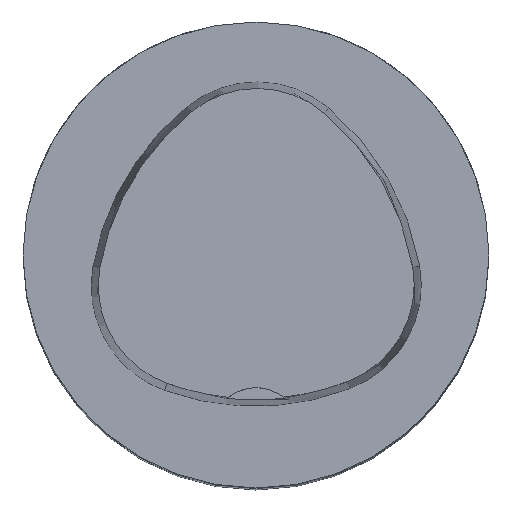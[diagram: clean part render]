
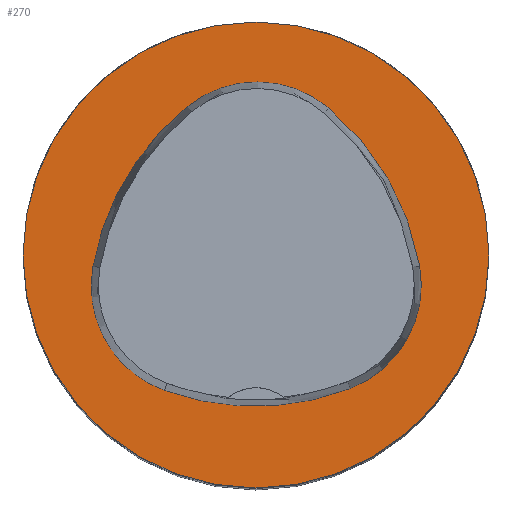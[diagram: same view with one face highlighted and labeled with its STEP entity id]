
A CAD part, top view. The second image highlights one B-rep face of the part: STEP entity #270.
In plain terms, the highlighted planar face has unit normal (0, 0, 1).
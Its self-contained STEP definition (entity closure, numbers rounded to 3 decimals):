
#184=PLANE('',#1077);
#270=ADVANCED_FACE('',(#412,#413),#184,.T.);
#412=FACE_BOUND('',#516,.T.);
#413=FACE_BOUND('',#517,.T.);
#516=EDGE_LOOP('',(#675,#676,#677,#678,#679,#680));
#517=EDGE_LOOP('',(#681));
#675=ORIENTED_EDGE('',*,*,#885,.T.);
#676=ORIENTED_EDGE('',*,*,#865,.T.);
#677=ORIENTED_EDGE('',*,*,#869,.T.);
#678=ORIENTED_EDGE('',*,*,#872,.T.);
#679=ORIENTED_EDGE('',*,*,#875,.T.);
#680=ORIENTED_EDGE('',*,*,#883,.T.);
#681=ORIENTED_EDGE('',*,*,#856,.F.);
#778=VERTEX_POINT('',#1541);
#787=VERTEX_POINT('',#1560);
#788=VERTEX_POINT('',#1561);
#791=VERTEX_POINT('',#1569);
#793=VERTEX_POINT('',#1575);
#795=VERTEX_POINT('',#1581);
#802=VERTEX_POINT('',#1602);
#856=EDGE_CURVE('',#778,#778,#942,.T.);
#865=EDGE_CURVE('',#787,#788,#943,.T.);
#869=EDGE_CURVE('',#788,#791,#945,.T.);
#872=EDGE_CURVE('',#791,#793,#947,.T.);
#875=EDGE_CURVE('',#793,#795,#949,.T.);
#883=EDGE_CURVE('',#795,#802,#953,.T.);
#885=EDGE_CURVE('',#802,#787,#955,.T.);
#942=CIRCLE('',#1049,31.5);
#943=CIRCLE('',#1055,36.);
#945=CIRCLE('',#1058,15.);
#947=CIRCLE('',#1061,36.);
#949=CIRCLE('',#1064,15.);
#953=CIRCLE('',#1069,36.);
#955=CIRCLE('',#1072,15.);
#1049=AXIS2_PLACEMENT_3D('',#1540,#1277,#1278);
#1055=AXIS2_PLACEMENT_3D('',#1559,#1293,#1294);
#1058=AXIS2_PLACEMENT_3D('',#1568,#1301,#1302);
#1061=AXIS2_PLACEMENT_3D('',#1574,#1308,#1309);
#1064=AXIS2_PLACEMENT_3D('',#1580,#1315,#1316);
#1069=AXIS2_PLACEMENT_3D('',#1603,#1327,#1328);
#1072=AXIS2_PLACEMENT_3D('',#1606,#1333,#1334);
#1077=AXIS2_PLACEMENT_3D('',#1611,#1343,#1344);
#1277=DIRECTION('',(0.,0.,-1.));
#1278=DIRECTION('',(-1.,0.,0.));
#1293=DIRECTION('',(0.,0.,-1.));
#1294=DIRECTION('',(-1.,0.,0.));
#1301=DIRECTION('',(0.,0.,-1.));
#1302=DIRECTION('',(-1.,0.,0.));
#1308=DIRECTION('',(0.,0.,-1.));
#1309=DIRECTION('',(-1.,0.,0.));
#1315=DIRECTION('',(0.,0.,-1.));
#1316=DIRECTION('',(-1.,0.,0.));
#1327=DIRECTION('',(0.,0.,-1.));
#1328=DIRECTION('',(-1.,0.,0.));
#1333=DIRECTION('',(0.,0.,-1.));
#1334=DIRECTION('',(-1.,0.,0.));
#1343=DIRECTION('',(0.,0.,1.));
#1344=DIRECTION('',(1.,0.,0.));
#1540=CARTESIAN_POINT('',(0.,0.,0.));
#1541=CARTESIAN_POINT('',(-31.5,0.,0.));
#1559=CARTESIAN_POINT('',(13.398,-7.893,0.));
#1560=CARTESIAN_POINT('',(-22.041,-1.562,0.));
#1561=CARTESIAN_POINT('',(-9.317,20.036,0.));
#1568=CARTESIAN_POINT('',(0.148,8.399,0.));
#1569=CARTESIAN_POINT('',(9.779,19.898,0.));
#1574=CARTESIAN_POINT('',(-13.337,-7.7,0.));
#1575=CARTESIAN_POINT('',(22.122,-1.48,0.));
#1580=CARTESIAN_POINT('',(7.347,-4.071,0.));
#1581=CARTESIAN_POINT('',(12.693,-18.087,0.));
#1602=CARTESIAN_POINT('',(-12.373,-18.307,0.));
#1603=CARTESIAN_POINT('',(-0.137,15.55,0.));
#1606=CARTESIAN_POINT('',(-7.275,-4.2,0.));
#1611=CARTESIAN_POINT('',(0.,0.,0.));
